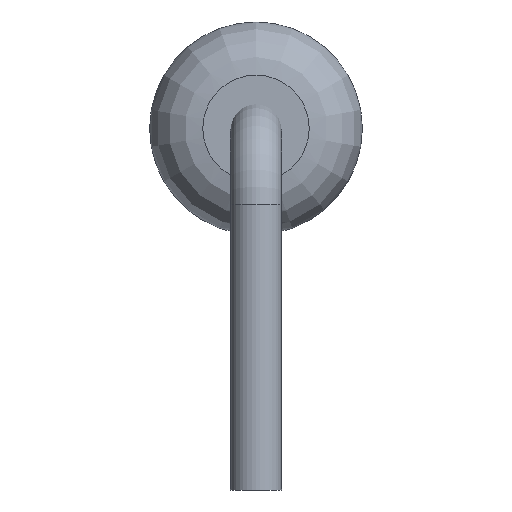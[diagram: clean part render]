
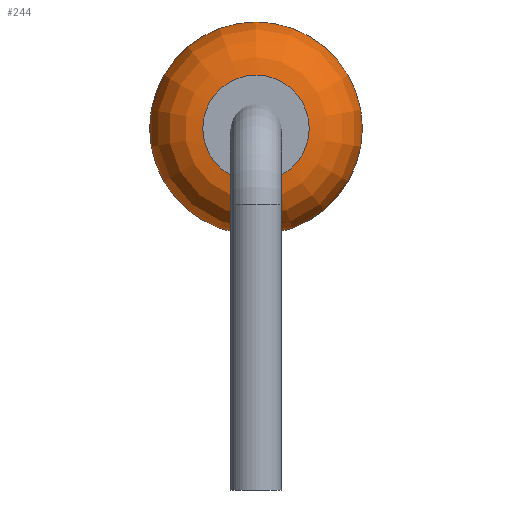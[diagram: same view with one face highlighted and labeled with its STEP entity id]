
A CAD part, left-side view. The second image highlights one B-rep face of the part: STEP entity #244.
In plain terms, the highlighted face is a revolution surface.
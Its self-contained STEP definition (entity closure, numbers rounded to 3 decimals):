
#150 = CYLINDRICAL_SURFACE('',#151,1.25);
#151 = AXIS2_PLACEMENT_3D('',#152,#153,#154);
#152 = CARTESIAN_POINT('',(-2.525,0.,0.));
#153 = DIRECTION('',(1.,0.,0.));
#154 = DIRECTION('',(0.,0.,-1.));
#189 = EDGE_CURVE('',#190,#190,#192,.T.);
#190 = VERTEX_POINT('',#191);
#191 = CARTESIAN_POINT('',(-2.525,0.,-1.25));
#192 = SURFACE_CURVE('',#193,(#198,#205),.PCURVE_S1.);
#193 = CIRCLE('',#194,1.25);
#194 = AXIS2_PLACEMENT_3D('',#195,#196,#197);
#195 = CARTESIAN_POINT('',(-2.525,0.,0.));
#196 = DIRECTION('',(1.,-0.,0.));
#197 = DIRECTION('',(0.,0.,-1.));
#198 = PCURVE('',#150,#199);
#199 = DEFINITIONAL_REPRESENTATION('',(#200),#204);
#200 = LINE('',#201,#202);
#201 = CARTESIAN_POINT('',(0.,0.));
#202 = VECTOR('',#203,1.);
#203 = DIRECTION('',(1.,0.));
#204 = ( GEOMETRIC_REPRESENTATION_CONTEXT(2) 
PARAMETRIC_REPRESENTATION_CONTEXT() REPRESENTATION_CONTEXT('2D SPACE',''
  ) );
#205 = PCURVE('',#206,#215);
#206 = SURFACE_OF_REVOLUTION('',#207,#212);
#207 = CIRCLE('',#208,0.625);
#208 = AXIS2_PLACEMENT_3D('',#209,#210,#211);
#209 = CARTESIAN_POINT('',(-2.525,0.,-0.625));
#210 = DIRECTION('',(0.,-1.,0.));
#211 = DIRECTION('',(1.,0.,0.));
#212 = AXIS1_PLACEMENT('',#213,#214);
#213 = CARTESIAN_POINT('',(0.,0.,0.));
#214 = DIRECTION('',(1.,0.,0.));
#215 = DEFINITIONAL_REPRESENTATION('',(#216),#220);
#216 = LINE('',#217,#218);
#217 = CARTESIAN_POINT('',(0.,4.712));
#218 = VECTOR('',#219,1.);
#219 = DIRECTION('',(1.,0.));
#220 = ( GEOMETRIC_REPRESENTATION_CONTEXT(2) 
PARAMETRIC_REPRESENTATION_CONTEXT() REPRESENTATION_CONTEXT('2D SPACE',''
  ) );
#244 = ADVANCED_FACE('',(#245),#206,.T.);
#245 = FACE_BOUND('',#246,.T.);
#246 = EDGE_LOOP('',(#247,#276,#298,#299));
#247 = ORIENTED_EDGE('',*,*,#248,.T.);
#248 = EDGE_CURVE('',#249,#249,#251,.T.);
#249 = VERTEX_POINT('',#250);
#250 = CARTESIAN_POINT('',(-3.15,0.,-0.625));
#251 = SURFACE_CURVE('',#252,(#257,#264),.PCURVE_S1.);
#252 = CIRCLE('',#253,0.625);
#253 = AXIS2_PLACEMENT_3D('',#254,#255,#256);
#254 = CARTESIAN_POINT('',(-3.15,0.,0.));
#255 = DIRECTION('',(1.,-0.,0.));
#256 = DIRECTION('',(0.,0.,-1.));
#257 = PCURVE('',#206,#258);
#258 = DEFINITIONAL_REPRESENTATION('',(#259),#263);
#259 = LINE('',#260,#261);
#260 = CARTESIAN_POINT('',(0.,3.142));
#261 = VECTOR('',#262,1.);
#262 = DIRECTION('',(1.,0.));
#263 = ( GEOMETRIC_REPRESENTATION_CONTEXT(2) 
PARAMETRIC_REPRESENTATION_CONTEXT() REPRESENTATION_CONTEXT('2D SPACE',''
  ) );
#264 = PCURVE('',#265,#270);
#265 = PLANE('',#266);
#266 = AXIS2_PLACEMENT_3D('',#267,#268,#269);
#267 = CARTESIAN_POINT('',(-3.15,0.,0.));
#268 = DIRECTION('',(1.,0.,0.));
#269 = DIRECTION('',(-0.,0.,-1.));
#270 = DEFINITIONAL_REPRESENTATION('',(#271),#275);
#271 = CIRCLE('',#272,0.625);
#272 = AXIS2_PLACEMENT_2D('',#273,#274);
#273 = CARTESIAN_POINT('',(0.,0.));
#274 = DIRECTION('',(1.,-0.));
#275 = ( GEOMETRIC_REPRESENTATION_CONTEXT(2) 
PARAMETRIC_REPRESENTATION_CONTEXT() REPRESENTATION_CONTEXT('2D SPACE',''
  ) );
#276 = ORIENTED_EDGE('',*,*,#277,.T.);
#277 = EDGE_CURVE('',#249,#190,#278,.T.);
#278 = SEAM_CURVE('',#279,(#284,#291),.PCURVE_S1.);
#279 = CIRCLE('',#280,0.625);
#280 = AXIS2_PLACEMENT_3D('',#281,#282,#283);
#281 = CARTESIAN_POINT('',(-2.525,0.,-0.625));
#282 = DIRECTION('',(0.,-1.,0.));
#283 = DIRECTION('',(1.,0.,0.));
#284 = PCURVE('',#206,#285);
#285 = DEFINITIONAL_REPRESENTATION('',(#286),#290);
#286 = LINE('',#287,#288);
#287 = CARTESIAN_POINT('',(0.,0.));
#288 = VECTOR('',#289,1.);
#289 = DIRECTION('',(0.,1.));
#290 = ( GEOMETRIC_REPRESENTATION_CONTEXT(2) 
PARAMETRIC_REPRESENTATION_CONTEXT() REPRESENTATION_CONTEXT('2D SPACE',''
  ) );
#291 = PCURVE('',#206,#292);
#292 = DEFINITIONAL_REPRESENTATION('',(#293),#297);
#293 = LINE('',#294,#295);
#294 = CARTESIAN_POINT('',(6.283,0.));
#295 = VECTOR('',#296,1.);
#296 = DIRECTION('',(0.,1.));
#297 = ( GEOMETRIC_REPRESENTATION_CONTEXT(2) 
PARAMETRIC_REPRESENTATION_CONTEXT() REPRESENTATION_CONTEXT('2D SPACE',''
  ) );
#298 = ORIENTED_EDGE('',*,*,#189,.F.);
#299 = ORIENTED_EDGE('',*,*,#277,.F.);
